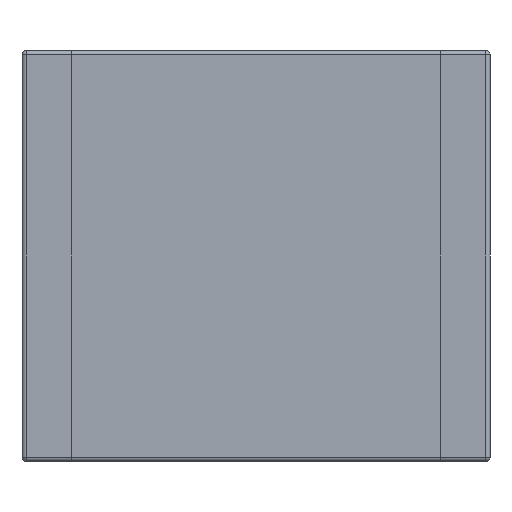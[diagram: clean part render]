
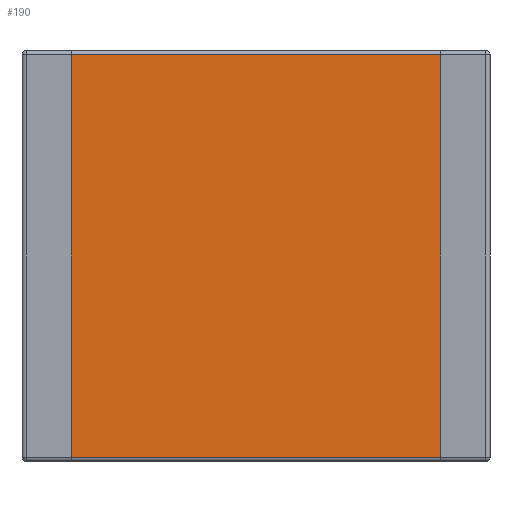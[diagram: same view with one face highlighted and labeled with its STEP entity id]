
A CAD part, front view. The second image highlights one B-rep face of the part: STEP entity #190.
In plain terms, the highlighted planar face has unit normal (0, -1, 0).
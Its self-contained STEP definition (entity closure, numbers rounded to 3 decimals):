
#78 = VERTEX_POINT ( 'NONE', #568 ) ;
#88 = VERTEX_POINT ( 'NONE', #591 ) ;
#106 = VERTEX_POINT ( 'NONE', #613 ) ;
#108 = EDGE_CURVE ( 'NONE', #106, #88, #671, .T. ) ;
#121 = EDGE_CURVE ( 'NONE', #78, #122, #728, .T. ) ;
#122 = VERTEX_POINT ( 'NONE', #724 ) ;
#190 = ADVANCED_FACE ( 'NONE', ( #945 ), #930, .T. ) ;
#191 = EDGE_LOOP ( 'NONE', ( #192, #193, #195, #248 ) ) ;
#192 = ORIENTED_EDGE ( 'NONE', *, *, #121, .F. ) ;
#193 = ORIENTED_EDGE ( 'NONE', *, *, #194, .T. ) ;
#194 = EDGE_CURVE ( 'NONE', #78, #88, #980, .T. ) ;
#195 = ORIENTED_EDGE ( 'NONE', *, *, #108, .F. ) ;
#248 = ORIENTED_EDGE ( 'NONE', *, *, #249, .T. ) ;
#249 = EDGE_CURVE ( 'NONE', #106, #122, #1158, .T. ) ;
#568 = CARTESIAN_POINT ( 'NONE',  ( -2.25, 0., -2.45 ) ) ;
#591 = CARTESIAN_POINT ( 'NONE',  ( 2.25, 0., -2.45 ) ) ;
#613 = CARTESIAN_POINT ( 'NONE',  ( 2.25, 0., 2.45 ) ) ;
#668 = DIRECTION ( 'NONE',  ( 0., 0., -1. ) ) ;
#669 = VECTOR ( 'NONE', #668, 1000. ) ;
#670 = CARTESIAN_POINT ( 'NONE',  ( 2.25, 0., -2.5 ) ) ;
#671 = LINE ( 'NONE', #670, #669 ) ;
#724 = CARTESIAN_POINT ( 'NONE',  ( -2.25, 0., 2.45 ) ) ;
#725 = DIRECTION ( 'NONE',  ( 0., 0., 1. ) ) ;
#726 = VECTOR ( 'NONE', #725, 1000. ) ;
#727 = CARTESIAN_POINT ( 'NONE',  ( -2.25, 0., -2.5 ) ) ;
#728 = LINE ( 'NONE', #727, #726 ) ;
#926 = DIRECTION ( 'NONE',  ( 0., 0., -1. ) ) ;
#927 = DIRECTION ( 'NONE',  ( 0., -1., 0. ) ) ;
#928 = CARTESIAN_POINT ( 'NONE',  ( 2.85, 0., -2.5 ) ) ;
#929 = AXIS2_PLACEMENT_3D ( 'NONE', #928, #927, #926 ) ;
#930 = PLANE ( 'NONE',  #929 ) ;
#945 = FACE_OUTER_BOUND ( 'NONE', #191, .T. ) ;
#977 = DIRECTION ( 'NONE',  ( 1., 0., 0. ) ) ;
#978 = VECTOR ( 'NONE', #977, 1000. ) ;
#979 = CARTESIAN_POINT ( 'NONE',  ( 2.85, 0., -2.45 ) ) ;
#980 = LINE ( 'NONE', #979, #978 ) ;
#1155 = DIRECTION ( 'NONE',  ( -1., 0., 0. ) ) ;
#1156 = VECTOR ( 'NONE', #1155, 1000. ) ;
#1157 = CARTESIAN_POINT ( 'NONE',  ( -2.85, 0., 2.45 ) ) ;
#1158 = LINE ( 'NONE', #1157, #1156 ) ;
